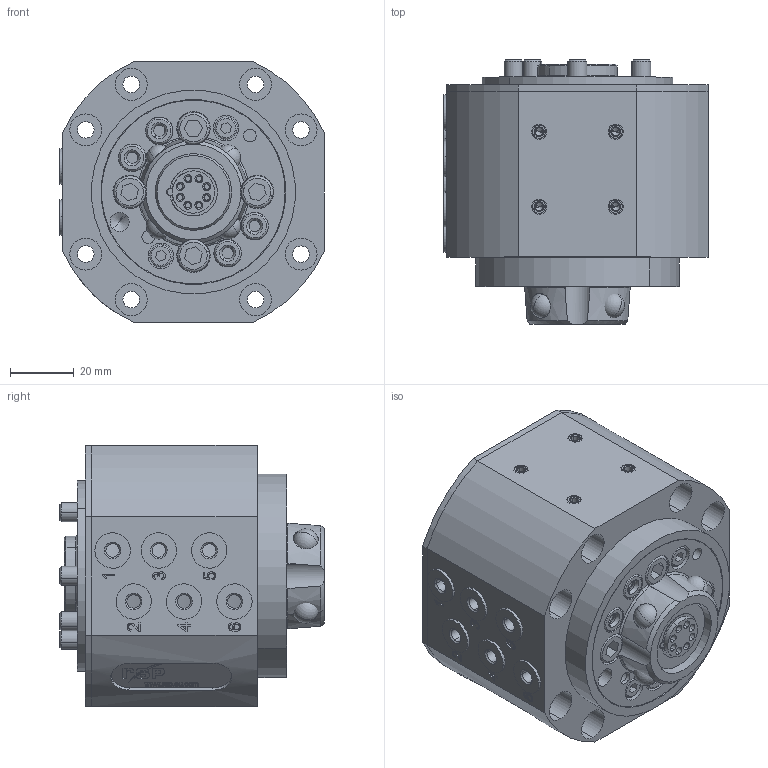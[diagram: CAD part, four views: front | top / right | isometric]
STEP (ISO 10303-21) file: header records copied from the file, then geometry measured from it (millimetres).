
FILE_DESCRIPTION (( 'STEP AP203' ), '1' );
FILE_NAME ('P0106A.STEP', '2018-11-27T14:09:35', ( '' ), ( '' ), 'SwSTEP 2.0', 'SolidWorks 2017', '' );
FILE_SCHEMA (( 'CONFIG_CONTROL_DESIGN' ));
Length unit declared in the file: millimetre
Products named in the file (1): P0106A
Bounding box: 82.9 x 82.9 x 82 mm (x, y, z)
Volume: 483135.3 mm3; surface area: 96432.1 mm2
Topology: 35 solids, 35 shells, 1146 faces, 2761 edges, 1762 vertices
Faces by surface type: plane 407, cylinder 367, cone 161, bspline 145, torus 58, sphere 8
Entity records: 41072 total; most frequent: CARTESIAN_POINT 14520, ORIENTED_EDGE 5458, DIRECTION 5351, EDGE_CURVE 2729, AXIS2_PLACEMENT_3D 1975, VERTEX_POINT 1750, VECTOR 1401, LINE 1401
